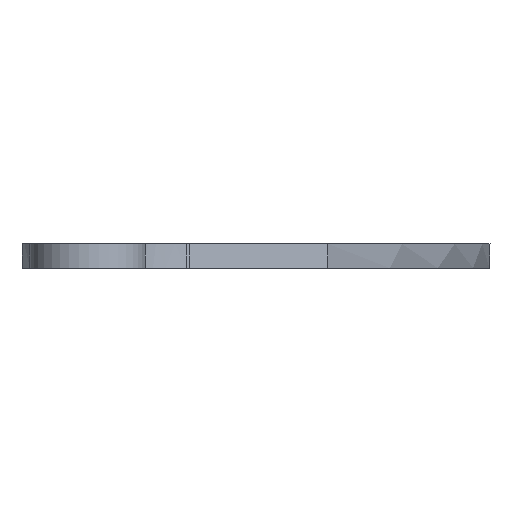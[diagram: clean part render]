
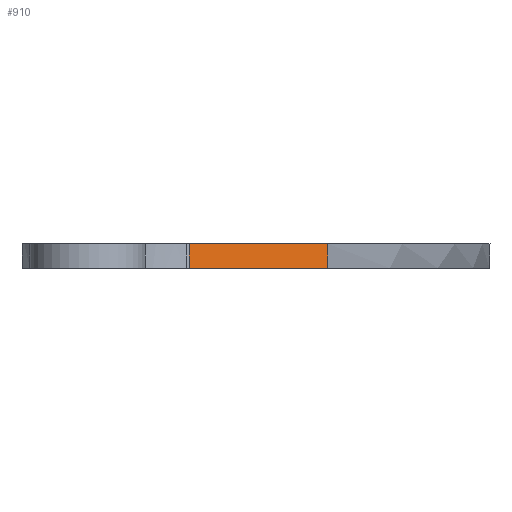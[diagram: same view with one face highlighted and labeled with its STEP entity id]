
A CAD part, left-side view. The second image highlights one B-rep face of the part: STEP entity #910.
In plain terms, the highlighted free-form (B-spline) face has degree [3, 1] with [12, 2] control points.
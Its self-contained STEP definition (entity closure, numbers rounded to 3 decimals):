
#87=LINE('',#2846,#143);
#143=VECTOR('',#1075,10.);
#256=FACE_OUTER_BOUND('',#317,.T.);
#317=EDGE_LOOP('',(#831,#832,#833,#834));
#331=B_SPLINE_CURVE_WITH_KNOTS('',3,(#1227,#1228,#1229,#1230,#1231,#1232),
 .UNSPECIFIED.,.F.,.F.,(4,1,1,4),(-8.626,-5.158,-3.679,
-3.557),.UNSPECIFIED.);
#348=B_SPLINE_CURVE_WITH_KNOTS('',3,(#1780,#1781,#1782,#1783),
 .UNSPECIFIED.,.F.,.F.,(4,4),(-0.63,0.),
 .UNSPECIFIED.);
#359=B_SPLINE_CURVE_WITH_KNOTS('',3,(#2609,#2610,#2611,#2612,#2613,#2614),
 .UNSPECIFIED.,.F.,.F.,(4,1,1,4),(-12.492,-12.416,-11.488,
-9.311),.UNSPECIFIED.);
#373=VERTEX_POINT('',#1221);
#374=VERTEX_POINT('',#1226);
#416=VERTEX_POINT('',#1775);
#439=VERTEX_POINT('',#2493);
#464=EDGE_CURVE('',#374,#373,#331,.T.);
#512=EDGE_CURVE('',#416,#373,#348,.T.);
#544=EDGE_CURVE('',#416,#439,#359,.T.);
#567=EDGE_CURVE('',#439,#374,#87,.T.);
#831=ORIENTED_EDGE('',*,*,#512,.F.);
#832=ORIENTED_EDGE('',*,*,#544,.T.);
#833=ORIENTED_EDGE('',*,*,#567,.T.);
#834=ORIENTED_EDGE('',*,*,#464,.T.);
#867=B_SPLINE_SURFACE_WITH_KNOTS('',3,1,((#2965,#2966),(#2967,#2968),(#2969,
#2970),(#2971,#2972),(#2973,#2974),(#2975,#2976),(#2977,#2978),(#2979,#2980),
(#2981,#2982),(#2983,#2984),(#2985,#2986),(#2987,#2988)),.UNSPECIFIED.,
 .F.,.F.,.F.,(4,1,1,1,1,1,1,1,1,4),(2,2),(0.,1.917,3.834,
7.667,11.334,15.,16.212,17.423,
18.325,19.227),(0.,1.081),.UNSPECIFIED.);
#910=ADVANCED_FACE('',(#256),#867,.T.);
#1075=DIRECTION('',(0.,0.,1.));
#1221=CARTESIAN_POINT('',(71.115,92.168,6.3));
#1226=CARTESIAN_POINT('',(92.086,56.255,6.3));
#1227=CARTESIAN_POINT('Ctrl Pts',(92.086,56.255,6.3));
#1228=CARTESIAN_POINT('Ctrl Pts',(86.364,63.8,6.3));
#1229=CARTESIAN_POINT('Ctrl Pts',(79.978,76.243,6.3));
#1230=CARTESIAN_POINT('Ctrl Pts',(73.741,87.679,6.3));
#1231=CARTESIAN_POINT('Ctrl Pts',(71.304,91.848,6.3));
#1232=CARTESIAN_POINT('Ctrl Pts',(71.115,92.168,6.3));
#1775=CARTESIAN_POINT('',(71.115,92.168,0.));
#1780=CARTESIAN_POINT('Ctrl Pts',(71.115,92.168,0.));
#1781=CARTESIAN_POINT('Ctrl Pts',(71.115,92.168,2.1));
#1782=CARTESIAN_POINT('Ctrl Pts',(71.115,92.168,4.2));
#1783=CARTESIAN_POINT('Ctrl Pts',(71.115,92.168,6.3));
#2493=CARTESIAN_POINT('',(92.086,56.255,0.));
#2609=CARTESIAN_POINT('Ctrl Pts',(71.115,92.168,0.));
#2610=CARTESIAN_POINT('Ctrl Pts',(71.304,91.848,0.));
#2611=CARTESIAN_POINT('Ctrl Pts',(73.741,87.679,0.));
#2612=CARTESIAN_POINT('Ctrl Pts',(79.978,76.243,0.));
#2613=CARTESIAN_POINT('Ctrl Pts',(86.364,63.8,0.));
#2614=CARTESIAN_POINT('Ctrl Pts',(92.086,56.255,0.));
#2846=CARTESIAN_POINT('',(92.086,56.255,6.3));
#2965=CARTESIAN_POINT('Ctrl Pts',(199.023,2.631,7.656));
#2966=CARTESIAN_POINT('Ctrl Pts',(199.023,2.631,-3.159));
#2967=CARTESIAN_POINT('Ctrl Pts',(193.159,1.671,7.656));
#2968=CARTESIAN_POINT('Ctrl Pts',(193.159,1.671,-3.159));
#2969=CARTESIAN_POINT('Ctrl Pts',(179.917,6.799,7.656));
#2970=CARTESIAN_POINT('Ctrl Pts',(179.917,6.799,-3.159));
#2971=CARTESIAN_POINT('Ctrl Pts',(156.362,14.75,7.656));
#2972=CARTESIAN_POINT('Ctrl Pts',(156.362,14.75,-3.159));
#2973=CARTESIAN_POINT('Ctrl Pts',(128.403,29.484,7.656));
#2974=CARTESIAN_POINT('Ctrl Pts',(128.403,29.484,-3.159));
#2975=CARTESIAN_POINT('Ctrl Pts',(94.807,47.192,7.656));
#2976=CARTESIAN_POINT('Ctrl Pts',(94.807,47.192,-3.159));
#2977=CARTESIAN_POINT('Ctrl Pts',(81.216,73.973,7.656));
#2978=CARTESIAN_POINT('Ctrl Pts',(81.216,73.973,-3.159));
#2979=CARTESIAN_POINT('Ctrl Pts',(72.072,90.739,7.656));
#2980=CARTESIAN_POINT('Ctrl Pts',(72.072,90.739,-3.159));
#2981=CARTESIAN_POINT('Ctrl Pts',(64.89,102.508,7.656));
#2982=CARTESIAN_POINT('Ctrl Pts',(64.89,102.508,-3.159));
#2983=CARTESIAN_POINT('Ctrl Pts',(55.439,97.45,7.656));
#2984=CARTESIAN_POINT('Ctrl Pts',(55.439,97.45,-3.159));
#2985=CARTESIAN_POINT('Ctrl Pts',(49.242,95.426,7.656));
#2986=CARTESIAN_POINT('Ctrl Pts',(49.242,95.426,-3.159));
#2987=CARTESIAN_POINT('Ctrl Pts',(47.018,93.894,7.656));
#2988=CARTESIAN_POINT('Ctrl Pts',(47.018,93.894,-3.159));
